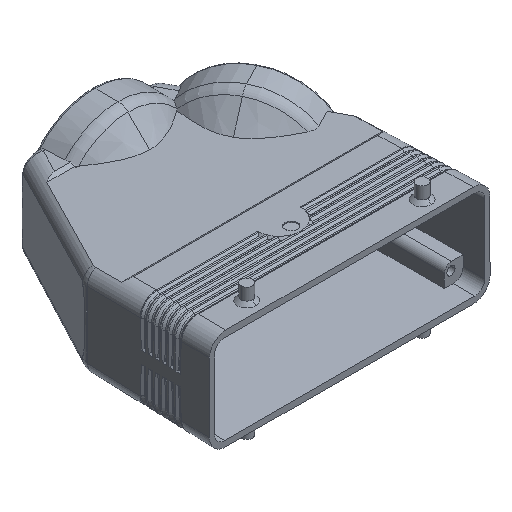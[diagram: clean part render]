
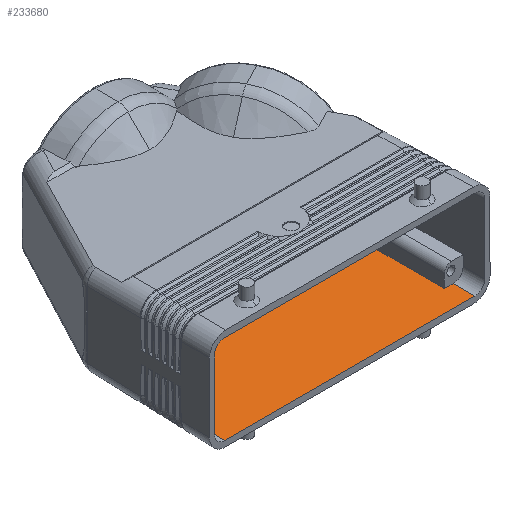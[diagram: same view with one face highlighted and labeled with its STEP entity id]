
A CAD part, isometric view. The second image highlights one B-rep face of the part: STEP entity #233680.
In plain terms, the highlighted planar face has unit normal (0, -0.023, 1).
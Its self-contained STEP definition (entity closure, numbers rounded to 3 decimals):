
#37720=CARTESIAN_POINT('',(45.001,117.918,-37.989)
);
#37730=VERTEX_POINT('',#37720);
#37780=CARTESIAN_POINT('',(0.,117.918,-37.989));
#37790=DIRECTION('',(-1.,0.,0.));
#37800=VECTOR('',#37790,1.);
#37810=LINE('',#37780,#37800);
#37820=CARTESIAN_POINT('',(33.756,117.918,-37.989)
);
#37830=VERTEX_POINT('',#37820);
#37840=EDGE_CURVE('',#37730,#37830,#37810,.T.);
#62290=CARTESIAN_POINT('',(111.793,76.469,
-38.954));
#62300=VERTEX_POINT('',#62290);
#62330=CARTESIAN_POINT('',(151.601,0.,-40.733));
#62340=DIRECTION('',(-0.462,0.887,
0.021));
#62350=VECTOR('',#62340,1.);
#62360=LINE('',#62330,#62350);
#62370=CARTESIAN_POINT('',(90.216,117.918,-37.989))
;
#62380=VERTEX_POINT('',#62370);
#62390=EDGE_CURVE('',#62300,#62380,#62360,.T.);
#117550=CARTESIAN_POINT('',(0.,117.918,-37.989));
#117560=DIRECTION('',(-1.,0.,0.));
#117570=VECTOR('',#117560,1.);
#117580=LINE('',#117550,#117570);
#117590=CARTESIAN_POINT('',(82.579,117.918,-37.989
));
#117600=VERTEX_POINT('',#117590);
#117610=EDGE_CURVE('',#62380,#117600,#117580,.T.);
#127200=CARTESIAN_POINT('',(-27.629,0.,-40.733));
#127210=DIRECTION('',(-0.462,-0.887,
-0.021));
#127220=VECTOR('',#127210,1.);
#127230=LINE('',#127200,#127220);
#127240=CARTESIAN_POINT('',(15.955,83.723,
-38.785));
#127250=VERTEX_POINT('',#127240);
#127260=EDGE_CURVE('',#37830,#127250,#127230,.T.);
#180340=CARTESIAN_POINT('',(10.579,13.918,-40.409)
);
#180350=VERTEX_POINT('',#180340);
#180380=CARTESIAN_POINT('',(0.,13.918,-40.409));
#180390=DIRECTION('',(-1.,0.,0.));
#180400=VECTOR('',#180390,1.);
#180410=LINE('',#180380,#180400);
#180420=CARTESIAN_POINT('',(117.,13.918,-40.409)
);
#180430=VERTEX_POINT('',#180420);
#180440=EDGE_CURVE('',#180430,#180350,#180410,.T.);
#189820=CARTESIAN_POINT('',(63.79,826.46,
-21.497));
#189830=DIRECTION('',(0.,0.023,-1.));
#189840=DIRECTION('',(0.,1.,0.023));
#189850=AXIS2_PLACEMENT_3D('',#189820,#189830,#189840);
#189860=ELLIPSE('',#189850,1074.393,25.);
#189870=CARTESIAN_POINT('',(82.366,107.618,-38.229)
);
#189880=VERTEX_POINT('',#189870);
#189890=EDGE_CURVE('',#117600,#189880,#189860,.T.);
#189910=CARTESIAN_POINT('',(45.214,107.618,-38.229)
);
#189920=VERTEX_POINT('',#189910);
#189950=EDGE_CURVE('',#189920,#37730,#189860,.T.);
#192570=CARTESIAN_POINT('',(10.789,22.918,-40.2));
#192580=VERTEX_POINT('',#192570);
#192610=CARTESIAN_POINT('',(10.257,0.098,
-40.731));
#192620=DIRECTION('',(-0.023,-0.999,
-0.023));
#192630=VECTOR('',#192620,1.);
#192640=LINE('',#192610,#192630);
#192650=EDGE_CURVE('',#192580,#180350,#192640,.T.);
#193380=CARTESIAN_POINT('',(14.006,0.,-40.733));
#193390=DIRECTION('',(0.023,0.999,
0.023));
#193400=VECTOR('',#193390,1.);
#193410=LINE('',#193380,#193400);
#193420=CARTESIAN_POINT('',(14.54,22.918,-40.2));
#193430=VERTEX_POINT('',#193420);
#193440=EDGE_CURVE('',#193430,#127250,#193410,.T.);
#196940=CARTESIAN_POINT('',(116.791,22.918,-40.2));
#196950=VERTEX_POINT('',#196940);
#196980=CARTESIAN_POINT('',(0.,22.918,-40.2));
#196990=DIRECTION('',(-1.,0.,0.));
#197000=VECTOR('',#196990,1.);
#197010=LINE('',#196980,#197000);
#197020=CARTESIAN_POINT('',(113.04,22.918,-40.2));
#197030=VERTEX_POINT('',#197020);
#197040=EDGE_CURVE('',#196950,#197030,#197010,.T.);
#200870=CARTESIAN_POINT('',(0.,22.918,-40.2));
#200880=DIRECTION('',(1.,0.,0.));
#200890=VECTOR('',#200880,1.);
#200900=LINE('',#200870,#200890);
#200910=EDGE_CURVE('',#192580,#193430,#200900,.T.);
#226160=CARTESIAN_POINT('',(117.322,0.098,
-40.731));
#226170=DIRECTION('',(0.023,-0.999,
-0.023));
#226180=VECTOR('',#226170,1.);
#226190=LINE('',#226160,#226180);
#226200=EDGE_CURVE('',#196950,#180430,#226190,.T.);
#233370=CARTESIAN_POINT('',(63.79,13.92,-40.409)
);
#233380=DIRECTION('',(0.,0.023,-1.));
#233390=DIRECTION('',(-1.,0.,0.));
#233400=AXIS2_PLACEMENT_3D('',#233370,#233380,#233390);
#233410=PLANE('',#233400);
#233420=ORIENTED_EDGE('',*,*,#127260,.T.);
#233430=ORIENTED_EDGE('',*,*,#37840,.T.);
#233440=ORIENTED_EDGE('',*,*,#189950,.T.);
#233450=CARTESIAN_POINT('',(0.,107.618,-38.229));
#233460=DIRECTION('',(1.,0.,0.));
#233470=VECTOR('',#233460,1.);
#233480=LINE('',#233450,#233470);
#233490=EDGE_CURVE('',#189920,#189880,#233480,.T.);
#233500=ORIENTED_EDGE('',*,*,#233490,.F.);
#233510=ORIENTED_EDGE('',*,*,#189890,.T.);
#233520=ORIENTED_EDGE('',*,*,#117610,.T.);
#233530=ORIENTED_EDGE('',*,*,#62390,.T.);
#233540=CARTESIAN_POINT('',(113.573,0.,-40.733));
#233550=DIRECTION('',(-0.023,0.999,
0.023));
#233560=VECTOR('',#233550,1.);
#233570=LINE('',#233540,#233560);
#233580=EDGE_CURVE('',#197030,#62300,#233570,.T.);
#233590=ORIENTED_EDGE('',*,*,#233580,.T.);
#233600=ORIENTED_EDGE('',*,*,#197040,.T.);
#233610=ORIENTED_EDGE('',*,*,#226200,.F.);
#233620=ORIENTED_EDGE('',*,*,#180440,.F.);
#233630=ORIENTED_EDGE('',*,*,#192650,.T.);
#233640=ORIENTED_EDGE('',*,*,#200910,.F.);
#233650=ORIENTED_EDGE('',*,*,#193440,.F.);
#233660=EDGE_LOOP('',(#233650,#233640,#233630,#233620,#233610,#233600,
#233590,#233530,#233520,#233510,#233500,#233440,#233430,#233420));
#233670=FACE_OUTER_BOUND('',#233660,.T.);
#233680=ADVANCED_FACE('',(#233670),#233410,.F.);
